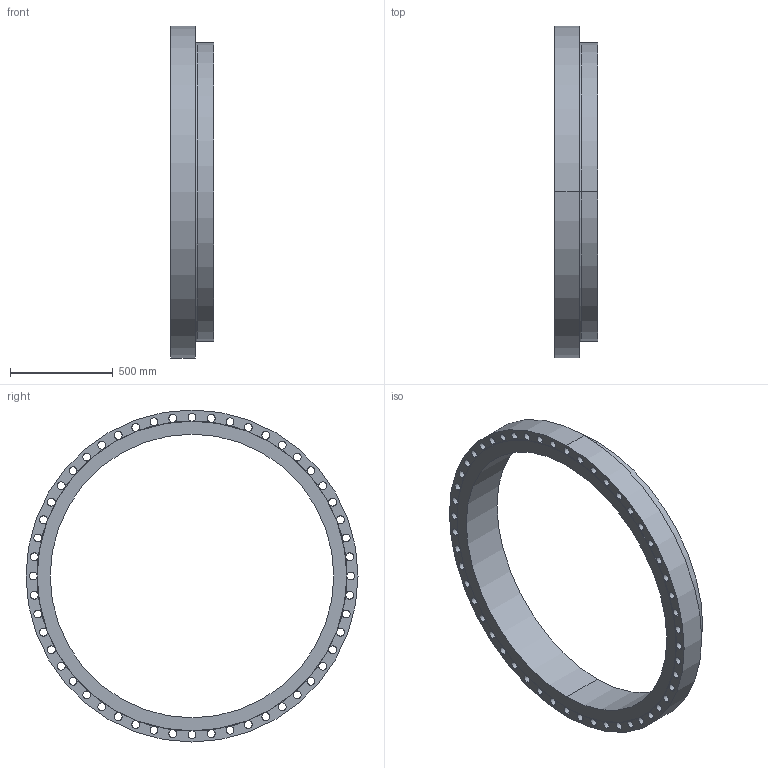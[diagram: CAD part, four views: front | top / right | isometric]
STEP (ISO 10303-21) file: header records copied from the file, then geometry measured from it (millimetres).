
FILE_DESCRIPTION (( 'STEP AP203' ), '1' );
FILE_NAME ('54_CL350_B161_RF_SOF.STEP', '2024-01-12T04:18:03', ( '' ), ( '' ), 'SwSTEP 2.0', 'SolidWorks 2023', '' );
FILE_SCHEMA (( 'CONFIG_CONTROL_DESIGN' ));
Length unit declared in the file: inch
Products named in the file (1): 54_CL350_B161_RF_SOF
Bounding box: 211.14 x 1612.9 x 1612.9 mm (x, y, z)
Volume: 73760624.7 mm3; surface area: 3654821.6 mm2
Topology: 1 solids, 1 shells, 118 faces, 440 edges, 274 vertices
Faces by surface type: cylinder 112, plane 4, torus 2
Entity records: 5099 total; most frequent: DIRECTION 1006, ORIENTED_EDGE 880, CARTESIAN_POINT 833, AXIS2_PLACEMENT_3D 447, EDGE_CURVE 440, CIRCLE 328, VERTEX_POINT 274, EDGE_LOOP 174
